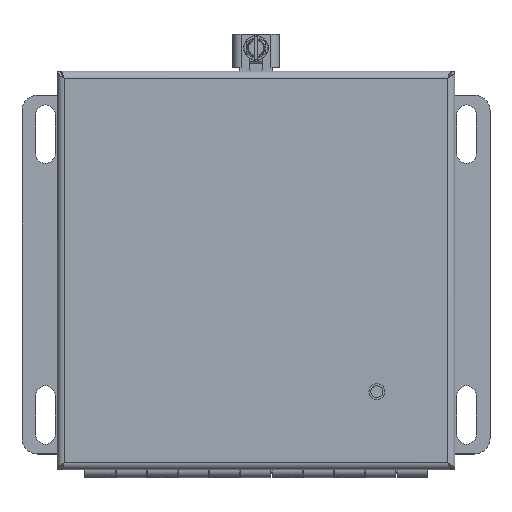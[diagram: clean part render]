
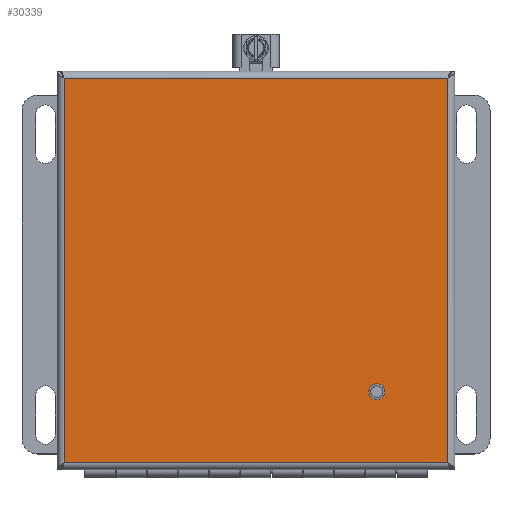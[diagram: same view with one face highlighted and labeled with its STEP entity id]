
A CAD part, top view. The second image highlights one B-rep face of the part: STEP entity #30339.
In plain terms, the highlighted planar face has unit normal (0, 0, 1).
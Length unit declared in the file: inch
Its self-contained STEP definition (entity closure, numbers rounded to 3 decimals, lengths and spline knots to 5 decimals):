
#63 = ORIENTED_EDGE ( 'NONE', *, *, #46606, .T. ) ;
#180 = CARTESIAN_POINT ( 'NONE',  ( 6.138, 6.25, 4.185 ) ) ;
#2146 = EDGE_CURVE ( 'NONE', #46054, #10228, #17744, .T. ) ;
#5499 = DIRECTION ( 'NONE',  ( 1., 0., 0. ) ) ;
#6456 = DIRECTION ( 'NONE',  ( 0., 0., 1. ) ) ;
#7997 = VERTEX_POINT ( 'NONE', #23445 ) ;
#8049 = ORIENTED_EDGE ( 'NONE', *, *, #46500, .T. ) ;
#9901 = AXIS2_PLACEMENT_3D ( 'NONE', #31326, #6456, #5499 ) ;
#10228 = VERTEX_POINT ( 'NONE', #30975 ) ;
#11942 = VECTOR ( 'NONE', #47628, 39.37008 ) ;
#12548 = EDGE_CURVE ( 'NONE', #7997, #7997, #15703, .T. ) ;
#13185 = EDGE_CURVE ( 'NONE', #10228, #45275, #42167, .T. ) ;
#14348 = CARTESIAN_POINT ( 'NONE',  ( 5., 1.115, 4.185 ) ) ;
#15703 = CIRCLE ( 'NONE', #44976, 0.09655 ) ;
#17744 = LINE ( 'NONE', #47399, #11942 ) ;
#17947 = ORIENTED_EDGE ( 'NONE', *, *, #2146, .T. ) ;
#20290 = VECTOR ( 'NONE', #37545, 39.37008 ) ;
#21119 = VECTOR ( 'NONE', #30612, 39.37008 ) ;
#22412 = LINE ( 'NONE', #180, #31076 ) ;
#22842 = LINE ( 'NONE', #35262, #20290 ) ;
#23445 = CARTESIAN_POINT ( 'NONE',  ( 5.09655, 1.115, 4.185 ) ) ;
#23607 = EDGE_LOOP ( 'NONE', ( #28163 ) ) ;
#25006 = DIRECTION ( 'NONE',  ( 0., 0., -1. ) ) ;
#25796 = DIRECTION ( 'NONE',  ( 0., 1., 0. ) ) ;
#28163 = ORIENTED_EDGE ( 'NONE', *, *, #12548, .T. ) ;
#28185 = FACE_BOUND ( 'NONE', #23607, .T. ) ;
#28391 = VERTEX_POINT ( 'NONE', #30847 ) ;
#30339 = ADVANCED_FACE ( 'NONE', ( #28185, #31563 ), #46261, .T. ) ;
#30612 = DIRECTION ( 'NONE',  ( 1., 0., 0. ) ) ;
#30847 = CARTESIAN_POINT ( 'NONE',  ( 6.138, 6.138, 4.185 ) ) ;
#30975 = CARTESIAN_POINT ( 'NONE',  ( -0.013, -0.023, 4.185 ) ) ;
#31076 = VECTOR ( 'NONE', #25796, 39.37008 ) ;
#31326 = CARTESIAN_POINT ( 'NONE',  ( 6.25, 6.25, 4.185 ) ) ;
#31563 = FACE_OUTER_BOUND ( 'NONE', #44852, .T. ) ;
#33305 = CARTESIAN_POINT ( 'NONE',  ( -0.013, 6.138, 4.185 ) ) ;
#35262 = CARTESIAN_POINT ( 'NONE',  ( 6.25, 6.138, 4.185 ) ) ;
#35803 = ORIENTED_EDGE ( 'NONE', *, *, #13185, .T. ) ;
#37545 = DIRECTION ( 'NONE',  ( -1., 0., 0. ) ) ;
#38784 = CARTESIAN_POINT ( 'NONE',  ( 6.25, -0.023, 4.185 ) ) ;
#39226 = DIRECTION ( 'NONE',  ( 1., 0., 0. ) ) ;
#41976 = CARTESIAN_POINT ( 'NONE',  ( 6.138, -0.023, 4.185 ) ) ;
#42167 = LINE ( 'NONE', #38784, #21119 ) ;
#44852 = EDGE_LOOP ( 'NONE', ( #63, #17947, #35803, #8049 ) ) ;
#44976 = AXIS2_PLACEMENT_3D ( 'NONE', #14348, #25006, #39226 ) ;
#45275 = VERTEX_POINT ( 'NONE', #41976 ) ;
#46054 = VERTEX_POINT ( 'NONE', #33305 ) ;
#46261 = PLANE ( 'NONE',  #9901 ) ;
#46500 = EDGE_CURVE ( 'NONE', #45275, #28391, #22412, .T. ) ;
#46606 = EDGE_CURVE ( 'NONE', #28391, #46054, #22842, .T. ) ;
#47399 = CARTESIAN_POINT ( 'NONE',  ( -0.013, 6.25, 4.185 ) ) ;
#47628 = DIRECTION ( 'NONE',  ( 0., -1., 0. ) ) ;
